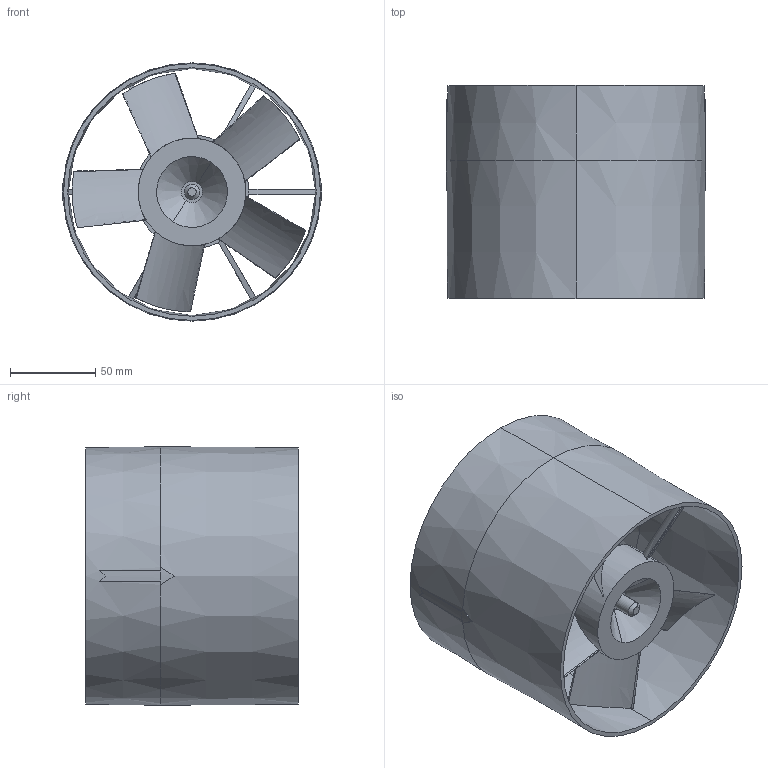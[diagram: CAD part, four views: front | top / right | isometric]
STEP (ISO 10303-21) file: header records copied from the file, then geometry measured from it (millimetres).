
FILE_DESCRIPTION (( 'STEP AP203' ), '1' );
FILE_NAME ('TUBO 150 TP.STEP', '2023-06-09T09:48:27', ( '' ), ( '' ), 'SwSTEP 2.0', 'SolidWorks 2022', '' );
FILE_SCHEMA (( 'CONFIG_CONTROL_DESIGN' ));
Length unit declared in the file: millimetre
Products named in the file (1): TUBO 150 TP
Bounding box: 152.72 x 125 x 151.85 mm (x, y, z)
Volume: 492294.2 mm3; surface area: 176610.9 mm2
Topology: 1 solids, 1 shells, 104 faces, 280 edges, 178 vertices
Faces by surface type: plane 45, cylinder 25, cone 22, bspline 10, torus 2
Entity records: 6278 total; most frequent: CARTESIAN_POINT 3718, ORIENTED_EDGE 560, DIRECTION 476, EDGE_CURVE 280, AXIS2_PLACEMENT_3D 195, VERTEX_POINT 178, EDGE_LOOP 116, FACE_OUTER_BOUND 104
